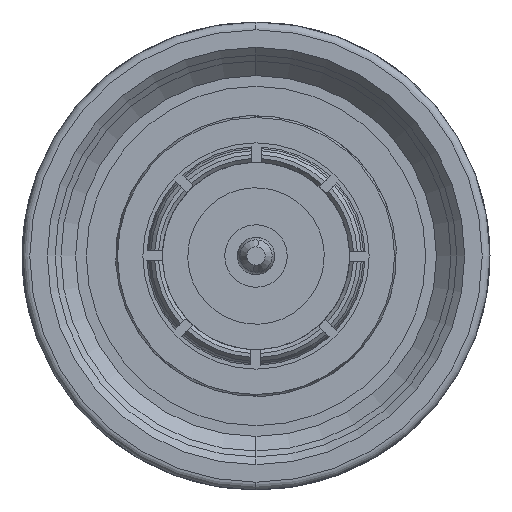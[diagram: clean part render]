
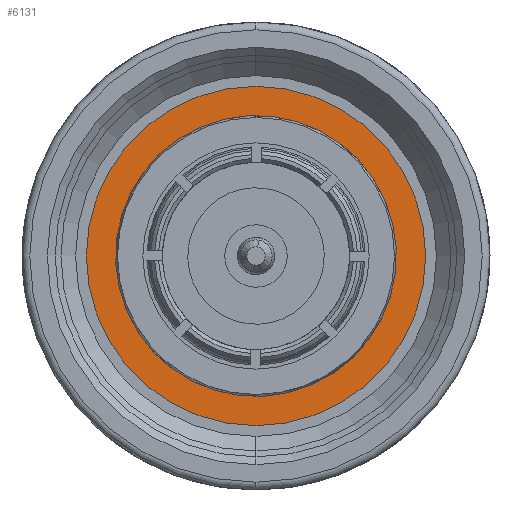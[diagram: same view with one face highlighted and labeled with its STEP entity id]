
A CAD part, left-side view. The second image highlights one B-rep face of the part: STEP entity #6131.
In plain terms, the highlighted planar face has unit normal (-1, 0, 0).
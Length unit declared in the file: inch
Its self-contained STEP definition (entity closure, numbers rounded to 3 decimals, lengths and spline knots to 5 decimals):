
#57 = VERTEX_POINT ( 'NONE', #5125 ) ;
#89 = CARTESIAN_POINT ( 'NONE',  ( 0.24803, 0.14055, 0. ) ) ;
#96 = DIRECTION ( 'NONE',  ( 0., 0., -1. ) ) ;
#247 = AXIS2_PLACEMENT_3D ( 'NONE', #3654, #5227, #4803 ) ;
#458 = AXIS2_PLACEMENT_3D ( 'NONE', #3997, #1869, #3897 ) ;
#645 = CIRCLE ( 'NONE', #4384, 0.14055 ) ;
#768 = ORIENTED_EDGE ( 'NONE', *, *, #2531, .T. ) ;
#789 = CIRCLE ( 'NONE', #458, 0.17126 ) ;
#1177 = DIRECTION ( 'NONE',  ( 0., 0., -1. ) ) ;
#1512 = CIRCLE ( 'NONE', #5759, 0.17126 ) ;
#1764 = EDGE_LOOP ( 'NONE', ( #4003, #768 ) ) ;
#1869 = DIRECTION ( 'NONE',  ( 1., 0., 0. ) ) ;
#2266 = DIRECTION ( 'NONE',  ( 1., 0., 0. ) ) ;
#2531 = EDGE_CURVE ( 'NONE', #57, #3961, #4827, .T. ) ;
#2668 = FACE_BOUND ( 'NONE', #1764, .T. ) ;
#2697 = FACE_OUTER_BOUND ( 'NONE', #4030, .T. ) ;
#2841 = CARTESIAN_POINT ( 'NONE',  ( 0.24803, 0., 0.17126 ) ) ;
#3543 = VERTEX_POINT ( 'NONE', #6506 ) ;
#3654 = CARTESIAN_POINT ( 'NONE',  ( 0.24803, 0., 0. ) ) ;
#3897 = DIRECTION ( 'NONE',  ( 0., 0., -1. ) ) ;
#3961 = VERTEX_POINT ( 'NONE', #5089 ) ;
#3971 = EDGE_CURVE ( 'NONE', #3961, #57, #645, .T. ) ;
#3997 = CARTESIAN_POINT ( 'NONE',  ( 0.24803, 0., 0. ) ) ;
#4003 = ORIENTED_EDGE ( 'NONE', *, *, #3971, .T. ) ;
#4030 = EDGE_LOOP ( 'NONE', ( #5602, #4246 ) ) ;
#4049 = EDGE_CURVE ( 'NONE', #3543, #5023, #1512, .T. ) ;
#4230 = DIRECTION ( 'NONE',  ( -1., 0., 0. ) ) ;
#4246 = ORIENTED_EDGE ( 'NONE', *, *, #5274, .F. ) ;
#4305 = CARTESIAN_POINT ( 'NONE',  ( 0.24803, 0., 0. ) ) ;
#4384 = AXIS2_PLACEMENT_3D ( 'NONE', #6158, #6193, #96 ) ;
#4693 = DIRECTION ( 'NONE',  ( 0., 0., 1. ) ) ;
#4723 = PLANE ( 'NONE',  #4757 ) ;
#4757 = AXIS2_PLACEMENT_3D ( 'NONE', #89, #4230, #4693 ) ;
#4803 = DIRECTION ( 'NONE',  ( 0., 0., -1. ) ) ;
#4827 = CIRCLE ( 'NONE', #247, 0.14055 ) ;
#5023 = VERTEX_POINT ( 'NONE', #2841 ) ;
#5089 = CARTESIAN_POINT ( 'NONE',  ( 0.24803, 0., -0.14055 ) ) ;
#5125 = CARTESIAN_POINT ( 'NONE',  ( 0.24803, 0., 0.14055 ) ) ;
#5227 = DIRECTION ( 'NONE',  ( 1., 0., 0. ) ) ;
#5274 = EDGE_CURVE ( 'NONE', #5023, #3543, #789, .T. ) ;
#5602 = ORIENTED_EDGE ( 'NONE', *, *, #4049, .F. ) ;
#5759 = AXIS2_PLACEMENT_3D ( 'NONE', #4305, #2266, #1177 ) ;
#6131 = ADVANCED_FACE ( 'NONE', ( #2697, #2668 ), #4723, .T. ) ;
#6158 = CARTESIAN_POINT ( 'NONE',  ( 0.24803, 0., 0. ) ) ;
#6193 = DIRECTION ( 'NONE',  ( 1., 0., 0. ) ) ;
#6506 = CARTESIAN_POINT ( 'NONE',  ( 0.24803, 0., -0.17126 ) ) ;
